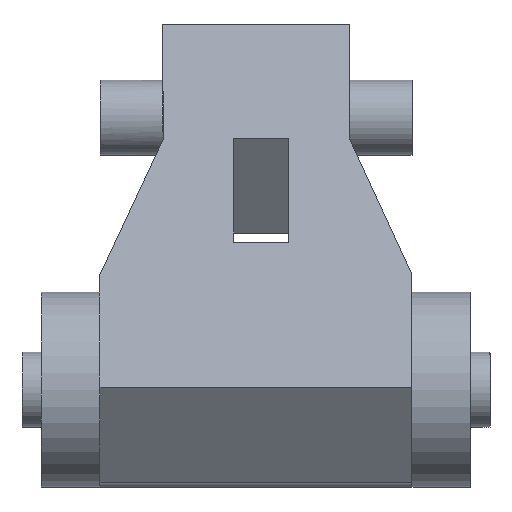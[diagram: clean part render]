
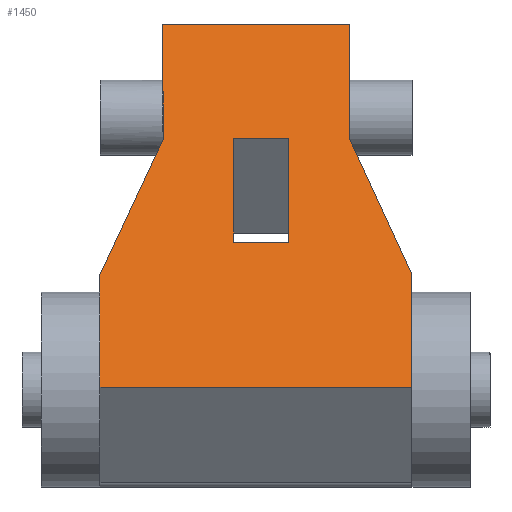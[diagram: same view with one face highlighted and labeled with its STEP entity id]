
A CAD part, left-side view. The second image highlights one B-rep face of the part: STEP entity #1450.
In plain terms, the highlighted face is planar.
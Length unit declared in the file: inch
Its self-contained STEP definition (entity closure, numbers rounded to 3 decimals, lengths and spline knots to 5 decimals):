
#880=CARTESIAN_POINT('',(-0.55167,0.10495,0.1875));
#881=VERTEX_POINT('',#880);
#882=CARTESIAN_POINT('',(-0.55167,-0.07156,0.1875));
#883=VERTEX_POINT('',#882);
#884=CARTESIAN_POINT('',(-0.55167,0.10495,0.1875));
#885=DIRECTION('',(0.0,-1.0,0.0));
#886=VECTOR('',#885,0.17651);
#887=LINE('',#884,#886);
#888=EDGE_CURVE('',#881,#883,#887,.T.);
#920=CARTESIAN_POINT('',(-1.12502,-0.07156,0.1875));
#921=VERTEX_POINT('',#920);
#922=CARTESIAN_POINT('',(-0.55167,-0.07156,0.1875));
#923=DIRECTION('',(-1.0,0.0,0.0));
#924=VECTOR('',#923,0.57335);
#925=LINE('',#922,#924);
#926=EDGE_CURVE('',#883,#921,#925,.T.);
#951=CARTESIAN_POINT('',(-1.12502,0.10495,0.1875));
#952=VERTEX_POINT('',#951);
#953=CARTESIAN_POINT('',(-1.12502,-0.07156,0.1875));
#954=DIRECTION('',(0.0,1.0,0.0));
#955=VECTOR('',#954,0.17651);
#956=LINE('',#953,#955);
#957=EDGE_CURVE('',#921,#952,#956,.T.);
#982=CARTESIAN_POINT('',(-1.12502,0.10495,0.1875));
#983=DIRECTION('',(1.0,0.0,0.0));
#984=VECTOR('',#983,0.57335);
#985=LINE('',#982,#984);
#986=EDGE_CURVE('',#952,#881,#985,.T.);
#1230=CARTESIAN_POINT('',(-1.75,0.29883,0.1875));
#1231=VERTEX_POINT('',#1230);
#1232=CARTESIAN_POINT('',(-1.125,0.29883,0.1875));
#1233=VERTEX_POINT('',#1232);
#1234=CARTESIAN_POINT('',(-1.75,0.29883,0.1875));
#1235=DIRECTION('',(1.0,0.0,0.0));
#1236=VECTOR('',#1235,0.625);
#1237=LINE('',#1234,#1236);
#1238=EDGE_CURVE('',#1231,#1233,#1237,.T.);
#1264=CARTESIAN_POINT('',(-0.37421,0.5,0.1875));
#1265=VERTEX_POINT('',#1264);
#1266=CARTESIAN_POINT('',(-1.125,0.29883,0.1875));
#1267=DIRECTION('',(0.966,0.259,0.0));
#1268=VECTOR('',#1267,0.77728);
#1269=LINE('',#1266,#1268);
#1270=EDGE_CURVE('',#1233,#1265,#1269,.T.);
#1288=CARTESIAN_POINT('',(0.25,0.5,0.1875));
#1289=VERTEX_POINT('',#1288);
#1290=CARTESIAN_POINT('',(-0.37421,0.5,0.1875));
#1291=DIRECTION('',(1.0,0.0,0.0));
#1292=VECTOR('',#1291,0.62421);
#1293=LINE('',#1290,#1292);
#1294=EDGE_CURVE('',#1265,#1289,#1293,.T.);
#1315=CARTESIAN_POINT('',(0.25,-0.5,0.1875));
#1316=VERTEX_POINT('',#1315);
#1317=CARTESIAN_POINT('',(0.25,0.5,0.1875));
#1318=DIRECTION('',(0.0,-1.0,0.0));
#1319=VECTOR('',#1318,1.0);
#1320=LINE('',#1317,#1319);
#1321=EDGE_CURVE('',#1289,#1316,#1320,.T.);
#1339=CARTESIAN_POINT('',(-0.37502,-0.5,0.1875));
#1340=VERTEX_POINT('',#1339);
#1341=CARTESIAN_POINT('',(0.25,-0.5,0.1875));
#1342=DIRECTION('',(-1.0,0.0,0.0));
#1343=VECTOR('',#1342,0.62502);
#1344=LINE('',#1341,#1343);
#1345=EDGE_CURVE('',#1316,#1340,#1344,.T.);
#1366=CARTESIAN_POINT('',(-1.12502,-0.2959,0.1875));
#1367=VERTEX_POINT('',#1366);
#1368=CARTESIAN_POINT('',(-0.37502,-0.5,0.1875));
#1369=DIRECTION('',(-0.965,0.263,0.0));
#1370=VECTOR('',#1369,0.77728);
#1371=LINE('',#1368,#1370);
#1372=EDGE_CURVE('',#1340,#1367,#1371,.T.);
#1390=CARTESIAN_POINT('',(-1.75,-0.30117,0.1875));
#1391=VERTEX_POINT('',#1390);
#1392=CARTESIAN_POINT('',(-1.12502,-0.2959,0.1875));
#1393=DIRECTION('',(-1.,-0.008,0.0));
#1394=VECTOR('',#1393,0.625);
#1395=LINE('',#1392,#1394);
#1396=EDGE_CURVE('',#1367,#1391,#1395,.T.);
#1417=CARTESIAN_POINT('',(-1.75,-0.30117,0.1875));
#1418=DIRECTION('',(0.0,1.0,0.0));
#1419=VECTOR('',#1418,0.6);
#1420=LINE('',#1417,#1419);
#1421=EDGE_CURVE('',#1391,#1231,#1420,.T.);
#1429=CARTESIAN_POINT('',(-0.67925,0.00004,0.1875));
#1430=DIRECTION('',(0.0,0.0,1.0));
#1431=DIRECTION('',(1.0,0.0,0.0));
#1432=AXIS2_PLACEMENT_3D('',#1429,#1430,#1431);
#1433=PLANE('',#1432);
#1434=ORIENTED_EDGE('',*,*,#1238,.F.);
#1435=ORIENTED_EDGE('',*,*,#1421,.F.);
#1436=ORIENTED_EDGE('',*,*,#1396,.F.);
#1437=ORIENTED_EDGE('',*,*,#1372,.F.);
#1438=ORIENTED_EDGE('',*,*,#1345,.F.);
#1439=ORIENTED_EDGE('',*,*,#1321,.F.);
#1440=ORIENTED_EDGE('',*,*,#1294,.F.);
#1441=ORIENTED_EDGE('',*,*,#1270,.F.);
#1442=EDGE_LOOP('',(#1434,#1435,#1436,#1437,#1438,#1439,#1440,#1441));
#1443=FACE_OUTER_BOUND('',#1442,.T.);
#1444=ORIENTED_EDGE('',*,*,#957,.T.);
#1445=ORIENTED_EDGE('',*,*,#986,.T.);
#1446=ORIENTED_EDGE('',*,*,#888,.T.);
#1447=ORIENTED_EDGE('',*,*,#926,.T.);
#1448=EDGE_LOOP('',(#1444,#1445,#1446,#1447));
#1449=FACE_BOUND('',#1448,.T.);
#1450=ADVANCED_FACE('',(#1443,#1449),#1433,.T.);
